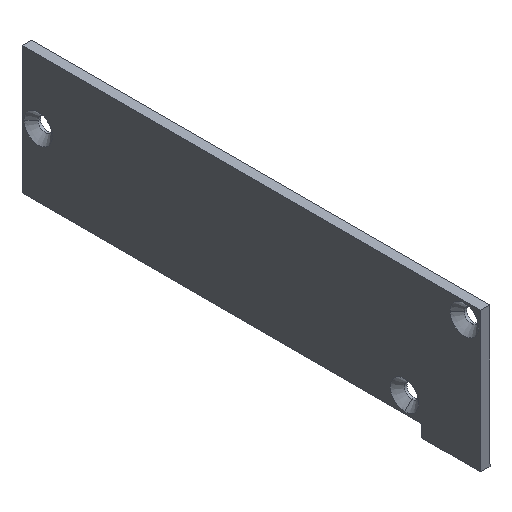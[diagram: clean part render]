
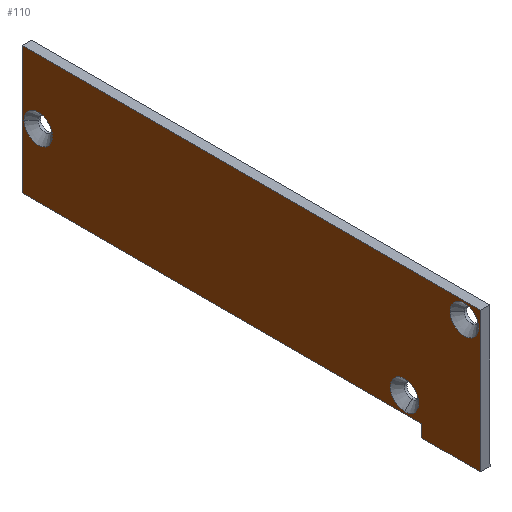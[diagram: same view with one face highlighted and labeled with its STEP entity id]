
A CAD part, isometric view. The second image highlights one B-rep face of the part: STEP entity #110.
In plain terms, the highlighted planar face has unit normal (-1, 0, 0).
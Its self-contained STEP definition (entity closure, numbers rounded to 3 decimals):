
#9 = DIRECTION ( 'NONE',  ( 1., 0., 0. ) ) ;
#10 = AXIS2_PLACEMENT_3D ( 'NONE', #25, #611, #19 ) ;
#14 = VERTEX_POINT ( 'NONE', #552 ) ;
#17 = EDGE_LOOP ( 'NONE', ( #288, #346 ) ) ;
#19 = DIRECTION ( 'NONE',  ( 0., -1., 0. ) ) ;
#23 = ORIENTED_EDGE ( 'NONE', *, *, #43, .T. ) ;
#24 = DIRECTION ( 'NONE',  ( 0., 1., 0. ) ) ;
#25 = CARTESIAN_POINT ( 'NONE',  ( 110., 86.5, 49. ) ) ;
#26 = DIRECTION ( 'NONE',  ( 0., -1., 0. ) ) ;
#37 = DIRECTION ( 'NONE',  ( 1., 0., 0. ) ) ;
#43 = EDGE_CURVE ( 'NONE', #360, #493, #377, .T. ) ;
#45 = ORIENTED_EDGE ( 'NONE', *, *, #676, .F. ) ;
#59 = VECTOR ( 'NONE', #24, 1000. ) ;
#60 = EDGE_CURVE ( 'NONE', #132, #125, #604, .T. ) ;
#72 = FACE_BOUND ( 'NONE', #677, .T. ) ;
#76 = DIRECTION ( 'NONE',  ( 0., 0., 1. ) ) ;
#80 = VERTEX_POINT ( 'NONE', #344 ) ;
#81 = DIRECTION ( 'NONE',  ( 0., 0., 1. ) ) ;
#83 = DIRECTION ( 'NONE',  ( 1., 0., 0. ) ) ;
#106 = EDGE_CURVE ( 'NONE', #413, #651, #291, .T. ) ;
#110 = ADVANCED_FACE ( 'NONE', ( #72, #115, #230, #489 ), #278, .T. ) ;
#115 = FACE_BOUND ( 'NONE', #17, .T. ) ;
#116 = CIRCLE ( 'NONE', #590, 3. ) ;
#125 = VERTEX_POINT ( 'NONE', #438 ) ;
#132 = VERTEX_POINT ( 'NONE', #652 ) ;
#154 = AXIS2_PLACEMENT_3D ( 'NONE', #566, #83, #26 ) ;
#159 = CIRCLE ( 'NONE', #304, 3. ) ;
#165 = VECTOR ( 'NONE', #669, 1000. ) ;
#170 = CARTESIAN_POINT ( 'NONE',  ( 110., 41.75, 49. ) ) ;
#184 = CARTESIAN_POINT ( 'NONE',  ( 110., 89.9, 62.4 ) ) ;
#187 = AXIS2_PLACEMENT_3D ( 'NONE', #170, #390, #595 ) ;
#188 = CARTESIAN_POINT ( 'NONE',  ( 110., 5.95, 33. ) ) ;
#208 = DIRECTION ( 'NONE',  ( 1., 0., 0. ) ) ;
#212 = CARTESIAN_POINT ( 'NONE',  ( 110., 89.9, 35.6 ) ) ;
#227 = DIRECTION ( 'NONE',  ( 0., 1., 0. ) ) ;
#230 = FACE_BOUND ( 'NONE', #513, .T. ) ;
#253 = LINE ( 'NONE', #184, #165 ) ;
#258 = CIRCLE ( 'NONE', #154, 3. ) ;
#270 = LINE ( 'NONE', #212, #520 ) ;
#277 = EDGE_CURVE ( 'NONE', #397, #663, #116, .T. ) ;
#278 = PLANE ( 'NONE',  #187 ) ;
#279 = CIRCLE ( 'NONE', #459, 3. ) ;
#284 = EDGE_CURVE ( 'NONE', #125, #132, #159, .T. ) ;
#288 = ORIENTED_EDGE ( 'NONE', *, *, #277, .T. ) ;
#291 = LINE ( 'NONE', #505, #433 ) ;
#294 = ORIENTED_EDGE ( 'NONE', *, *, #284, .T. ) ;
#304 = AXIS2_PLACEMENT_3D ( 'NONE', #411, #536, #477 ) ;
#306 = CARTESIAN_POINT ( 'NONE',  ( 110., 0., 59. ) ) ;
#308 = LINE ( 'NONE', #576, #487 ) ;
#309 = ORIENTED_EDGE ( 'NONE', *, *, #510, .F. ) ;
#314 = EDGE_CURVE ( 'NONE', #14, #80, #270, .T. ) ;
#321 = EDGE_CURVE ( 'NONE', #663, #397, #279, .T. ) ;
#344 = CARTESIAN_POINT ( 'NONE',  ( 110., 89.9, 62.4 ) ) ;
#345 = CARTESIAN_POINT ( 'NONE',  ( 110., 89.5, 49. ) ) ;
#346 = ORIENTED_EDGE ( 'NONE', *, *, #321, .T. ) ;
#347 = CARTESIAN_POINT ( 'NONE',  ( 110., 5.95, 35.6 ) ) ;
#360 = VERTEX_POINT ( 'NONE', #429 ) ;
#364 = DIRECTION ( 'NONE',  ( 0., 0., -1. ) ) ;
#365 = VECTOR ( 'NONE', #81, 1000. ) ;
#377 = CIRCLE ( 'NONE', #10, 3. ) ;
#390 = DIRECTION ( 'NONE',  ( -1., 0., 0. ) ) ;
#391 = ORIENTED_EDGE ( 'NONE', *, *, #60, .T. ) ;
#397 = VERTEX_POINT ( 'NONE', #475 ) ;
#411 = CARTESIAN_POINT ( 'NONE',  ( 110., 9.55, 39. ) ) ;
#413 = VERTEX_POINT ( 'NONE', #632 ) ;
#429 = CARTESIAN_POINT ( 'NONE',  ( 110., 83.5, 49. ) ) ;
#433 = VECTOR ( 'NONE', #227, 1000. ) ;
#436 = EDGE_CURVE ( 'NONE', #496, #413, #308, .T. ) ;
#438 = CARTESIAN_POINT ( 'NONE',  ( 110., 9.55, 36. ) ) ;
#452 = AXIS2_PLACEMENT_3D ( 'NONE', #495, #9, #76 ) ;
#459 = AXIS2_PLACEMENT_3D ( 'NONE', #589, #208, #482 ) ;
#463 = DIRECTION ( 'NONE',  ( 0., -1., 0. ) ) ;
#475 = CARTESIAN_POINT ( 'NONE',  ( 110., -6., 59. ) ) ;
#477 = DIRECTION ( 'NONE',  ( 0., 0., 1. ) ) ;
#482 = DIRECTION ( 'NONE',  ( 0., -1., 0. ) ) ;
#487 = VECTOR ( 'NONE', #364, 1000. ) ;
#489 = FACE_OUTER_BOUND ( 'NONE', #521, .T. ) ;
#490 = ORIENTED_EDGE ( 'NONE', *, *, #436, .F. ) ;
#493 = VERTEX_POINT ( 'NONE', #345 ) ;
#495 = CARTESIAN_POINT ( 'NONE',  ( 110., 9.55, 39. ) ) ;
#496 = VERTEX_POINT ( 'NONE', #662 ) ;
#501 = VERTEX_POINT ( 'NONE', #519 ) ;
#503 = LINE ( 'NONE', #516, #59 ) ;
#505 = CARTESIAN_POINT ( 'NONE',  ( 110., -0.225, 33. ) ) ;
#510 = EDGE_CURVE ( 'NONE', #80, #496, #253, .T. ) ;
#513 = EDGE_LOOP ( 'NONE', ( #391, #294 ) ) ;
#516 = CARTESIAN_POINT ( 'NONE',  ( 110., -6.4, 35.6 ) ) ;
#517 = CARTESIAN_POINT ( 'NONE',  ( 110., -3., 59. ) ) ;
#519 = CARTESIAN_POINT ( 'NONE',  ( 110., 5.95, 35.6 ) ) ;
#520 = VECTOR ( 'NONE', #689, 1000. ) ;
#521 = EDGE_LOOP ( 'NONE', ( #45, #671, #490, #309, #633, #654 ) ) ;
#536 = DIRECTION ( 'NONE',  ( 1., 0., 0. ) ) ;
#537 = EDGE_CURVE ( 'NONE', #493, #360, #258, .T. ) ;
#552 = CARTESIAN_POINT ( 'NONE',  ( 110., 89.9, 35.6 ) ) ;
#566 = CARTESIAN_POINT ( 'NONE',  ( 110., 86.5, 49. ) ) ;
#576 = CARTESIAN_POINT ( 'NONE',  ( 110., -6.4, 62.4 ) ) ;
#587 = EDGE_CURVE ( 'NONE', #501, #14, #503, .T. ) ;
#589 = CARTESIAN_POINT ( 'NONE',  ( 110., -3., 59. ) ) ;
#590 = AXIS2_PLACEMENT_3D ( 'NONE', #517, #37, #463 ) ;
#595 = DIRECTION ( 'NONE',  ( 0., -1., 0. ) ) ;
#604 = CIRCLE ( 'NONE', #452, 3. ) ;
#611 = DIRECTION ( 'NONE',  ( 1., 0., 0. ) ) ;
#632 = CARTESIAN_POINT ( 'NONE',  ( 110., -6.4, 33. ) ) ;
#633 = ORIENTED_EDGE ( 'NONE', *, *, #314, .F. ) ;
#651 = VERTEX_POINT ( 'NONE', #188 ) ;
#652 = CARTESIAN_POINT ( 'NONE',  ( 110., 9.55, 42. ) ) ;
#654 = ORIENTED_EDGE ( 'NONE', *, *, #587, .F. ) ;
#662 = CARTESIAN_POINT ( 'NONE',  ( 110., -6.4, 62.4 ) ) ;
#663 = VERTEX_POINT ( 'NONE', #306 ) ;
#669 = DIRECTION ( 'NONE',  ( 0., -1., 0. ) ) ;
#671 = ORIENTED_EDGE ( 'NONE', *, *, #106, .F. ) ;
#676 = EDGE_CURVE ( 'NONE', #651, #501, #683, .T. ) ;
#677 = EDGE_LOOP ( 'NONE', ( #23, #678 ) ) ;
#678 = ORIENTED_EDGE ( 'NONE', *, *, #537, .T. ) ;
#683 = LINE ( 'NONE', #347, #365 ) ;
#689 = DIRECTION ( 'NONE',  ( 0., 0., 1. ) ) ;
